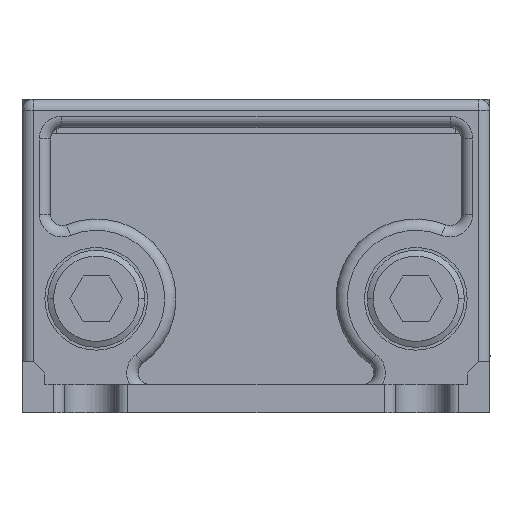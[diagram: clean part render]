
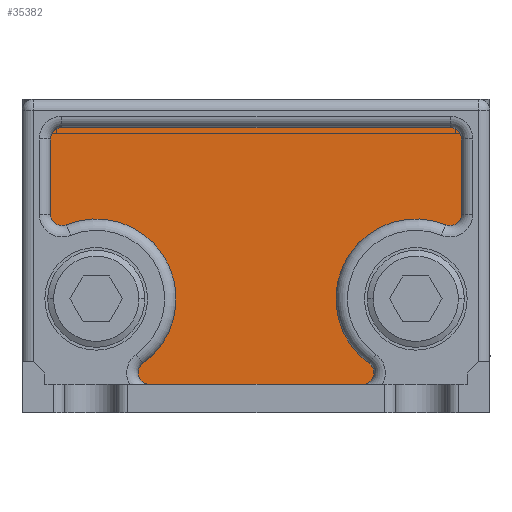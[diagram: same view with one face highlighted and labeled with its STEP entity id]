
A CAD part, left-side view. The second image highlights one B-rep face of the part: STEP entity #35382.
In plain terms, the highlighted planar face has unit normal (-1, 0, 0).
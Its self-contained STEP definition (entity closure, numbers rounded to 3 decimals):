
#33727=CARTESIAN_POINT('',(20.5,11.164,2.5));
#33728=VERTEX_POINT('',#33727);
#33735=CARTESIAN_POINT('',(20.5,29.836,2.5));
#33736=VERTEX_POINT('',#33735);
#33737=CARTESIAN_POINT('',(20.5,29.836,2.5));
#33738=DIRECTION('',(0.0,-1.0,0.0));
#33739=VECTOR('',#33738,18.673);
#33740=LINE('',#33737,#33739);
#33741=EDGE_CURVE('',#33736,#33728,#33740,.T.);
#34242=CARTESIAN_POINT('',(20.5,30.419,4.312));
#34243=VERTEX_POINT('',#34242);
#34250=CARTESIAN_POINT('',(20.5,37.125,16.489));
#34251=VERTEX_POINT('',#34250);
#34252=CARTESIAN_POINT('',(20.5,34.5,10.));
#34253=DIRECTION('',(1.0,0.,0.));
#34254=DIRECTION('',(0.,-0.804,-0.595));
#34255=AXIS2_PLACEMENT_3D('',#34252,#34253,#34254);
#34256=CIRCLE('',#34255,7.);
#34257=EDGE_CURVE('',#34251,#34243,#34256,.T.);
#34284=CARTESIAN_POINT('',(20.5,3.875,16.489));
#34285=VERTEX_POINT('',#34284);
#34292=CARTESIAN_POINT('',(20.5,10.581,4.312));
#34293=VERTEX_POINT('',#34292);
#34294=CARTESIAN_POINT('',(20.5,6.5,10.));
#34295=DIRECTION('',(1.,0.,0.));
#34296=DIRECTION('',(0.,0.217,0.976));
#34297=AXIS2_PLACEMENT_3D('',#34294,#34295,#34296);
#34298=CIRCLE('',#34297,7.);
#34299=EDGE_CURVE('',#34293,#34285,#34298,.T.);
#34490=CARTESIAN_POINT('',(20.5,38.5,17.416));
#34491=VERTEX_POINT('',#34490);
#34498=CARTESIAN_POINT('',(20.5,38.5,24.0));
#34499=VERTEX_POINT('',#34498);
#34500=CARTESIAN_POINT('',(20.5,38.5,17.416));
#34501=DIRECTION('',(0.0,0.0,1.0));
#34502=VECTOR('',#34501,6.584);
#34503=LINE('',#34500,#34502);
#34504=EDGE_CURVE('',#34491,#34499,#34503,.T.);
#34596=CARTESIAN_POINT('',(20.5,29.836,3.5));
#34597=DIRECTION('',(-1.0,0.,0.));
#34598=DIRECTION('',(0.,0.952,-0.306));
#34599=AXIS2_PLACEMENT_3D('',#34596,#34597,#34598);
#34600=CIRCLE('',#34599,1.);
#34601=EDGE_CURVE('',#34243,#33736,#34600,.T.);
#34638=CARTESIAN_POINT('',(20.5,11.164,3.5));
#34639=DIRECTION('',(-1.,0.,0.));
#34640=DIRECTION('',(0.,-0.952,-0.306));
#34641=AXIS2_PLACEMENT_3D('',#34638,#34639,#34640);
#34642=CIRCLE('',#34641,1.);
#34643=EDGE_CURVE('',#33728,#34293,#34642,.T.);
#34655=CARTESIAN_POINT('',(20.5,2.5,17.416));
#34656=VERTEX_POINT('',#34655);
#34663=CARTESIAN_POINT('',(20.5,3.5,17.416));
#34664=DIRECTION('',(-1.,0.,0.));
#34665=DIRECTION('',(0.,-0.559,-0.829));
#34666=AXIS2_PLACEMENT_3D('',#34663,#34664,#34665);
#34667=CIRCLE('',#34666,1.);
#34668=EDGE_CURVE('',#34285,#34656,#34667,.T.);
#34680=CARTESIAN_POINT('',(20.5,2.5,24.));
#34681=VERTEX_POINT('',#34680);
#34688=CARTESIAN_POINT('',(20.5,2.5,17.416));
#34689=DIRECTION('',(0.0,0.0,1.0));
#34690=VECTOR('',#34689,6.584);
#34691=LINE('',#34688,#34690);
#34692=EDGE_CURVE('',#34656,#34681,#34691,.T.);
#34705=CARTESIAN_POINT('',(20.5,37.5,17.416));
#34706=DIRECTION('',(1.,0.,0.));
#34707=DIRECTION('',(0.,0.559,-0.829));
#34708=AXIS2_PLACEMENT_3D('',#34705,#34706,#34707);
#34709=CIRCLE('',#34708,1.);
#34710=EDGE_CURVE('',#34251,#34491,#34709,.T.);
#35105=CARTESIAN_POINT('',(20.5,37.5,25.0));
#35106=VERTEX_POINT('',#35105);
#35107=CARTESIAN_POINT('',(20.5,37.5,24.0));
#35108=DIRECTION('',(1.0,0.,0.));
#35109=DIRECTION('',(0.,0.707,0.707));
#35110=AXIS2_PLACEMENT_3D('',#35107,#35108,#35109);
#35111=CIRCLE('',#35110,1.);
#35112=EDGE_CURVE('',#34499,#35106,#35111,.T.);
#35328=CARTESIAN_POINT('',(20.5,3.5,25.));
#35329=VERTEX_POINT('',#35328);
#35330=CARTESIAN_POINT('',(20.5,3.5,25.));
#35331=DIRECTION('',(0.0,1.0,0.0));
#35332=VECTOR('',#35331,34.0);
#35333=LINE('',#35330,#35332);
#35334=EDGE_CURVE('',#35329,#35106,#35333,.T.);
#35352=CARTESIAN_POINT('',(20.5,3.5,24.));
#35353=DIRECTION('',(-1.0,0.,0.));
#35354=DIRECTION('',(0.,-0.707,0.707));
#35355=AXIS2_PLACEMENT_3D('',#35352,#35353,#35354);
#35356=CIRCLE('',#35355,1.);
#35357=EDGE_CURVE('',#34681,#35329,#35356,.T.);
#35363=CARTESIAN_POINT('',(20.5,20.5,16.));
#35364=DIRECTION('',(-1.0,0.0,0.0));
#35365=DIRECTION('',(0.0,-1.0,0.0));
#35366=AXIS2_PLACEMENT_3D('',#35363,#35364,#35365);
#35367=PLANE('',#35366);
#35368=ORIENTED_EDGE('',*,*,#35357,.T.);
#35369=ORIENTED_EDGE('',*,*,#35334,.T.);
#35370=ORIENTED_EDGE('',*,*,#35112,.F.);
#35371=ORIENTED_EDGE('',*,*,#34504,.F.);
#35372=ORIENTED_EDGE('',*,*,#34710,.F.);
#35373=ORIENTED_EDGE('',*,*,#34257,.T.);
#35374=ORIENTED_EDGE('',*,*,#34601,.T.);
#35375=ORIENTED_EDGE('',*,*,#33741,.T.);
#35376=ORIENTED_EDGE('',*,*,#34643,.T.);
#35377=ORIENTED_EDGE('',*,*,#34299,.T.);
#35378=ORIENTED_EDGE('',*,*,#34668,.T.);
#35379=ORIENTED_EDGE('',*,*,#34692,.T.);
#35380=EDGE_LOOP('',(#35368,#35369,#35370,#35371,#35372,#35373,#35374,#35375,#35376,#35377,#35378,#35379));
#35381=FACE_OUTER_BOUND('',#35380,.T.);
#35382=ADVANCED_FACE('',(#35381),#35367,.T.);
